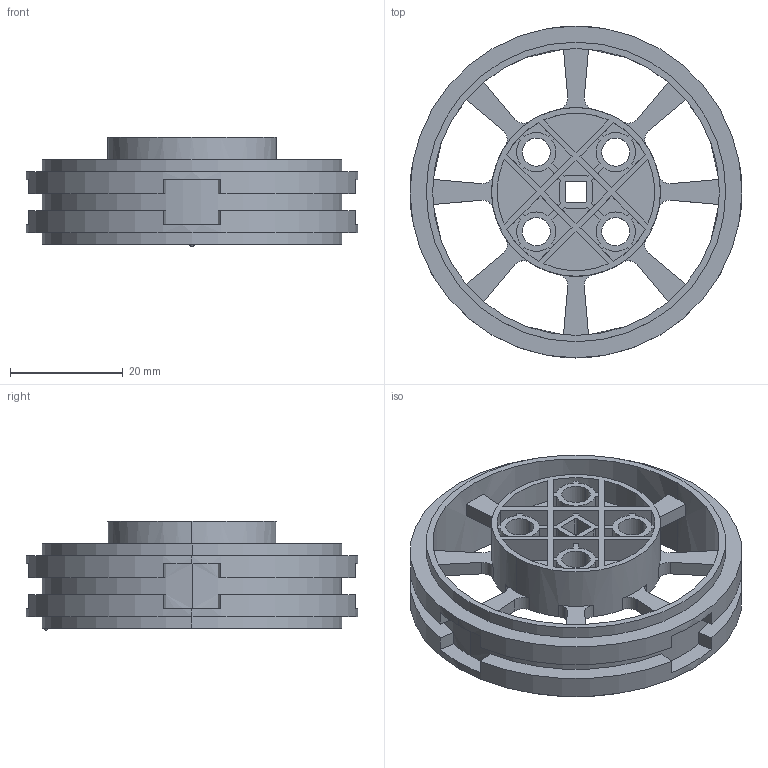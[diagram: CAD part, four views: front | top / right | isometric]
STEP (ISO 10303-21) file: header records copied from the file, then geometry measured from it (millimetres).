
FILE_DESCRIPTION (( 'STEP AP203' ), '1' );
FILE_NAME ('WHrM_.STEP', '2019-02-21T11:04:41', ( '' ), ( '' ), 'SwSTEP 2.0', 'SolidWorks 2018', '' );
FILE_SCHEMA (( 'CONFIG_CONTROL_DESIGN' ));
Length unit declared in the file: millimetre
Products named in the file (1): WHrM_
Bounding box: 59 x 59 x 19.4 mm (x, y, z)
Volume: 10070.9 mm3; surface area: 14437.1 mm2
Topology: 1 solids, 1 shells, 381 faces, 1102 edges, 734 vertices
Faces by surface type: plane 260, cylinder 120, bspline 1
Entity records: 12716 total; most frequent: CARTESIAN_POINT 2231, ORIENTED_EDGE 2200, DIRECTION 2188, EDGE_CURVE 1100, LINE 774, VECTOR 774, VERTEX_POINT 734, AXIS2_PLACEMENT_3D 707
